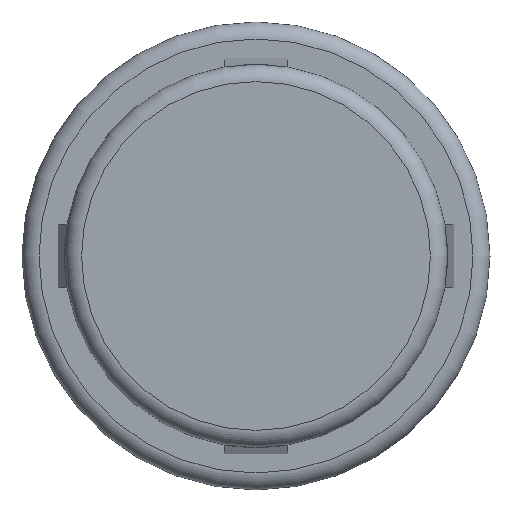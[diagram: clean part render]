
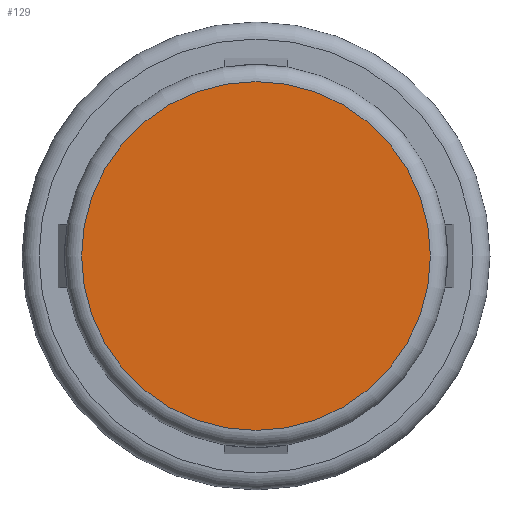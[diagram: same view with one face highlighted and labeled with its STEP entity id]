
A CAD part, front view. The second image highlights one B-rep face of the part: STEP entity #129.
In plain terms, the highlighted planar face has unit normal (0, -1, 0).
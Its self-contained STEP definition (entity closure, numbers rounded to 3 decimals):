
#129 = ADVANCED_FACE( '', ( #290 ), #291, .F. );
#290 = FACE_OUTER_BOUND( '', #485, .T. );
#291 = PLANE( '', #486 );
#485 = EDGE_LOOP( '', ( #801 ) );
#486 = AXIS2_PLACEMENT_3D( '', #802, #803, #804 );
#801 = ORIENTED_EDGE( '', *, *, #1195, .T. );
#802 = CARTESIAN_POINT( '', ( 20.5, 0., 0. ) );
#803 = DIRECTION( '', ( 0., 1., 0. ) );
#804 = DIRECTION( '', ( 0., 0., 1. ) );
#1195 = EDGE_CURVE( '', #1454, #1454, #1455, .T. );
#1454 = VERTEX_POINT( '', #1807 );
#1455 = CIRCLE( '', #1808, 20.5 );
#1807 = CARTESIAN_POINT( '', ( 0., 0., -20.5 ) );
#1808 = AXIS2_PLACEMENT_3D( '', #2030, #2031, #2032 );
#2030 = CARTESIAN_POINT( '', ( 0., 0., 0. ) );
#2031 = DIRECTION( '', ( 0., -1., 0. ) );
#2032 = DIRECTION( '', ( 0., 0., -1. ) );
